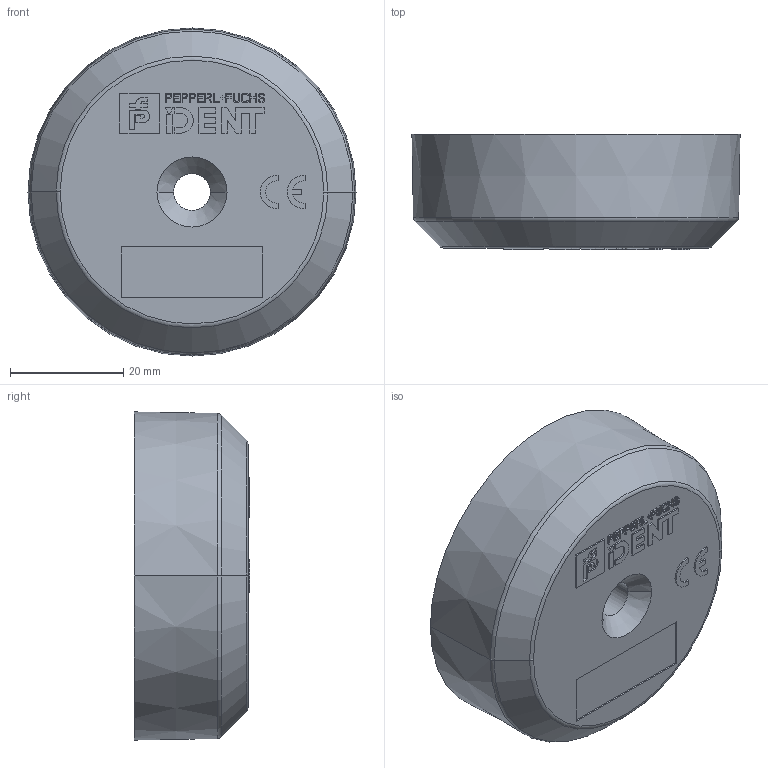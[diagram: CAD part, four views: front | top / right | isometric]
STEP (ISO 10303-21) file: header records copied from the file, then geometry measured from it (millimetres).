
FILE_DESCRIPTION((''),'2;1');
FILE_NAME('CAD-8594','2022-11-11T07:32:21',('creinig-se'),(''),'CREO PARAMETRIC BY PTC INC, 2019292','CREO PARAMETRIC BY PTC INC, 2019292','');
FILE_SCHEMA(('CONFIG_CONTROL_DESIGN','SHAPE_APPEARANCE_LAYERS_GROUPS'));
Length unit declared in the file: millimetre
Products named in the file (1): CAD-8594
Bounding box: 58 x 20.4 x 58 mm (x, y, z)
Volume: 9278.9 mm3; surface area: 12966.7 mm2
Topology: 1 solids, 1 shells, 512 faces, 1433 edges, 952 vertices
Faces by surface type: plane 431, cone 48, cylinder 29, torus 4
Entity records: 21017 total; most frequent: CARTESIAN_POINT 3510, ORIENTED_EDGE 2866, DIRECTION 2493, PRESENTATION_STYLE_ASSIGNMENT 1434, STYLED_ITEM 1434, CURVE_STYLE 1433, EDGE_CURVE 1433, VECTOR 1173
